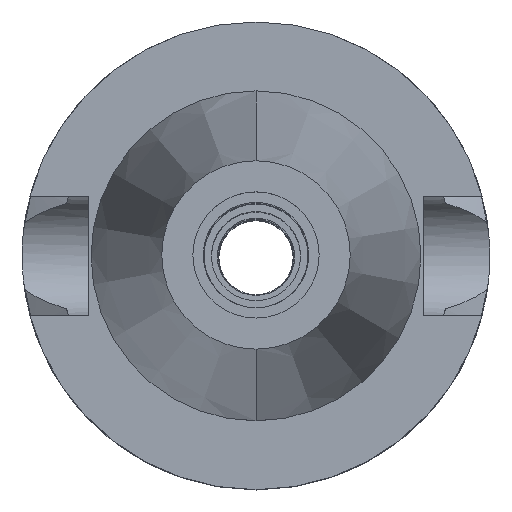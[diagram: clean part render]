
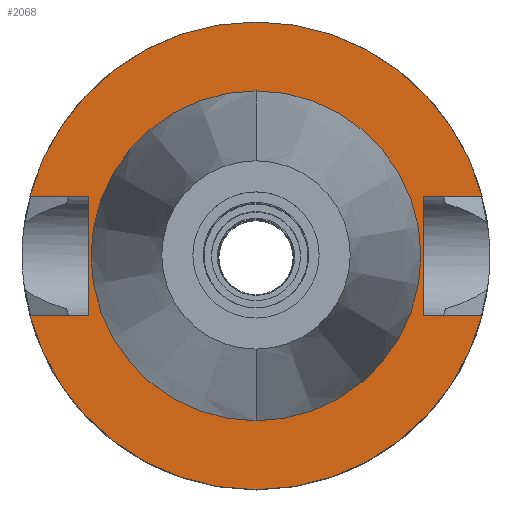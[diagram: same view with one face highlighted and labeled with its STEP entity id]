
A CAD part, top view. The second image highlights one B-rep face of the part: STEP entity #2068.
In plain terms, the highlighted planar face has unit normal (0, 0, 1).
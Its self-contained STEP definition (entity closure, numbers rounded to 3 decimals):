
#819=DIRECTION('',(1.,0.,0.));
#820=VECTOR('',#819,7.954);
#821=CARTESIAN_POINT('',(-30.454,8.05,-1.));
#822=LINE('',#821,#820);
#858=DIRECTION('',(1.,0.,0.));
#859=VECTOR('',#858,7.954);
#860=CARTESIAN_POINT('',(22.5,8.05,-1.));
#861=LINE('',#860,#859);
#905=DIRECTION('',(0.,1.,0.));
#906=VECTOR('',#905,16.1);
#907=CARTESIAN_POINT('',(-22.5,-8.05,-1.));
#908=LINE('',#907,#906);
#912=CARTESIAN_POINT('',(0.,0.,-1.));
#913=DIRECTION('',(0.,0.,-1.));
#914=DIRECTION('',(-0.967,0.256,0.));
#915=AXIS2_PLACEMENT_3D('',#912,#913,#914);
#920=CARTESIAN_POINT('',(0.,0.,-1.));
#921=DIRECTION('',(0.,0.,-1.));
#922=DIRECTION('',(0.,1.,0.));
#923=AXIS2_PLACEMENT_3D('',#920,#921,#922);
#928=DIRECTION('',(0.,-1.,0.));
#929=VECTOR('',#928,16.1);
#930=CARTESIAN_POINT('',(22.5,8.05,-1.));
#931=LINE('',#930,#929);
#935=DIRECTION('',(1.,0.,0.));
#936=VECTOR('',#935,7.954);
#937=CARTESIAN_POINT('',(22.5,-8.05,-1.));
#938=LINE('',#937,#936);
#942=CARTESIAN_POINT('',(0.,0.,-1.));
#943=DIRECTION('',(0.,0.,-1.));
#944=DIRECTION('',(0.967,-0.256,0.));
#945=AXIS2_PLACEMENT_3D('',#942,#943,#944);
#950=CARTESIAN_POINT('',(0.,0.,-1.));
#951=DIRECTION('',(0.,0.,-1.));
#952=DIRECTION('',(0.,-1.,0.));
#953=AXIS2_PLACEMENT_3D('',#950,#951,#952);
#958=DIRECTION('',(1.,0.,0.));
#959=VECTOR('',#958,7.954);
#960=CARTESIAN_POINT('',(-30.454,-8.05,-1.));
#961=LINE('',#960,#959);
#965=CARTESIAN_POINT('',(0.,0.,-1.));
#966=DIRECTION('',(0.,0.,1.));
#967=DIRECTION('',(0.,-1.,0.));
#968=AXIS2_PLACEMENT_3D('',#965,#966,#967);
#973=CARTESIAN_POINT('',(0.,0.,-1.));
#974=DIRECTION('',(0.,0.,1.));
#975=DIRECTION('',(0.,1.,0.));
#976=AXIS2_PLACEMENT_3D('',#973,#974,#975);
#1282=CARTESIAN_POINT('',(-22.5,-8.05,-1.));
#1283=VERTEX_POINT('',#1282);
#1284=CARTESIAN_POINT('',(-30.454,-8.05,-1.));
#1285=VERTEX_POINT('',#1284);
#1288=CARTESIAN_POINT('',(-22.5,8.05,-1.));
#1289=VERTEX_POINT('',#1288);
#1290=CARTESIAN_POINT('',(-30.454,8.05,-1.));
#1291=VERTEX_POINT('',#1290);
#1292=CARTESIAN_POINT('',(0.,31.5,-1.));
#1293=CARTESIAN_POINT('',(30.454,8.05,-1.));
#1294=VERTEX_POINT('',#1292);
#1295=VERTEX_POINT('',#1293);
#1296=CARTESIAN_POINT('',(22.5,8.05,-1.));
#1297=VERTEX_POINT('',#1296);
#1298=CARTESIAN_POINT('',(22.5,-8.05,-1.));
#1299=VERTEX_POINT('',#1298);
#1300=CARTESIAN_POINT('',(30.454,-8.05,-1.));
#1301=VERTEX_POINT('',#1300);
#1302=CARTESIAN_POINT('',(0.,-31.5,-1.));
#1303=VERTEX_POINT('',#1302);
#1304=CARTESIAN_POINT('',(0.,-22.225,-1.));
#1305=CARTESIAN_POINT('',(0.,22.225,-1.));
#1306=VERTEX_POINT('',#1304);
#1307=VERTEX_POINT('',#1305);
#2038=CARTESIAN_POINT('',(0.,0.,-1.));
#2039=DIRECTION('',(0.,0.,-1.));
#2040=DIRECTION('',(0.,-1.,0.));
#2041=AXIS2_PLACEMENT_3D('',#2038,#2039,#2040);
#2042=PLANE('',#2041);
#2044=ORIENTED_EDGE('',*,*,#2043,.T.);
#2045=ORIENTED_EDGE('',*,*,#1981,.F.);
#2047=ORIENTED_EDGE('',*,*,#2046,.T.);
#2049=ORIENTED_EDGE('',*,*,#2048,.T.);
#2050=ORIENTED_EDGE('',*,*,#2015,.F.);
#2051=ORIENTED_EDGE('',*,*,#2028,.T.);
#2053=ORIENTED_EDGE('',*,*,#2052,.T.);
#2055=ORIENTED_EDGE('',*,*,#2054,.T.);
#2057=ORIENTED_EDGE('',*,*,#2056,.T.);
#2059=ORIENTED_EDGE('',*,*,#2058,.T.);
#2060=EDGE_LOOP('',(#2044,#2045,#2047,#2049,#2050,#2051,#2053,#2055,#2057,
#2059));
#2061=FACE_OUTER_BOUND('',#2060,.F.);
#2063=ORIENTED_EDGE('',*,*,#2062,.T.);
#2065=ORIENTED_EDGE('',*,*,#2064,.T.);
#2066=EDGE_LOOP('',(#2063,#2065));
#2067=FACE_BOUND('',#2066,.F.);
#916=CIRCLE('',#915,31.5);
#924=CIRCLE('',#923,31.5);
#946=CIRCLE('',#945,31.5);
#954=CIRCLE('',#953,31.5);
#969=CIRCLE('',#968,22.225);
#977=CIRCLE('',#976,22.225);
#1981=EDGE_CURVE('',#1291,#1289,#822,.T.);
#2015=EDGE_CURVE('',#1297,#1295,#861,.T.);
#2028=EDGE_CURVE('',#1297,#1299,#931,.T.);
#2043=EDGE_CURVE('',#1283,#1289,#908,.T.);
#2046=EDGE_CURVE('',#1291,#1294,#916,.T.);
#2048=EDGE_CURVE('',#1294,#1295,#924,.T.);
#2052=EDGE_CURVE('',#1299,#1301,#938,.T.);
#2054=EDGE_CURVE('',#1301,#1303,#946,.T.);
#2056=EDGE_CURVE('',#1303,#1285,#954,.T.);
#2058=EDGE_CURVE('',#1285,#1283,#961,.T.);
#2062=EDGE_CURVE('',#1306,#1307,#969,.T.);
#2064=EDGE_CURVE('',#1307,#1306,#977,.T.);
#2068=ADVANCED_FACE('',(#2061,#2067),#2042,.F.);
